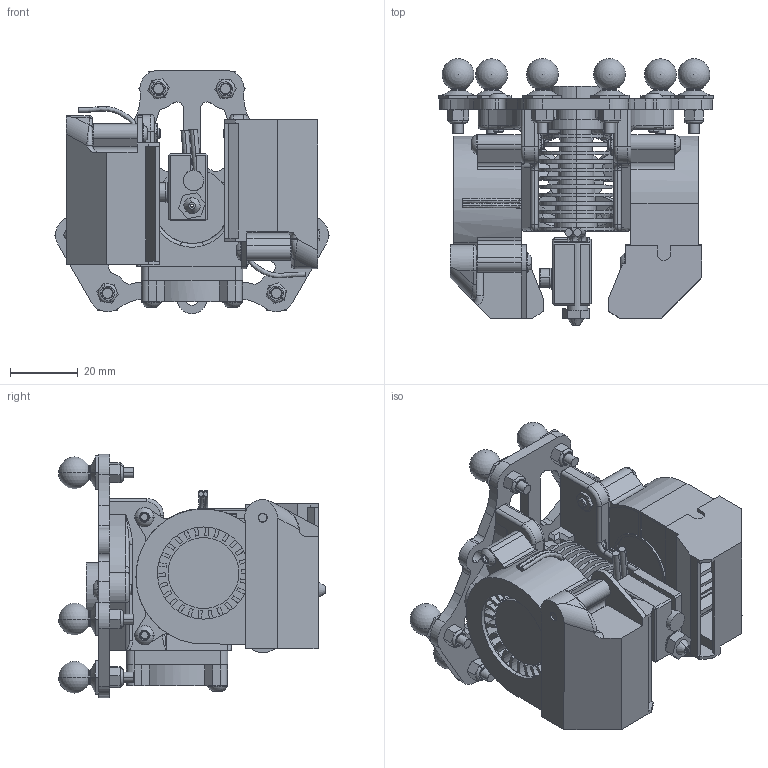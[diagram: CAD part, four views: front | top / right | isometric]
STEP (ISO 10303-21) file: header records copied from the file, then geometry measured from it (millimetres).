
FILE_DESCRIPTION (( 'STEP AP214' ), '1' );
FILE_NAME ('Tria_Delta_Effector_3_E3D-Volcano.STEP', '2016-04-17T15:53:28', ( '' ), ( '' ), 'SwSTEP 2.0', 'SolidWorks 2015', '' );
FILE_SCHEMA (( 'AUTOMOTIVE_DESIGN' ));
Length unit declared in the file: millimetre
Products named in the file (24): Button Head Socket Cap Screw M3_M3 x 16; E3D v6 HotEnd - HeatsinkV2; 3mm_Hex_Nut_B18.2.4.2M - Hex nut, Style 2,  M3 x 0.5 --D-C; Base_Effector_Plate; Nylon Insert Lock Nut M3; Ultibots Ball; Tria_Delta_Effector_3_E3D-Volcano; Button Head Socket Cap Screw M3_M3 x 22; Button Head Socket Cap Screw M3_M3 x 20; Button Head Socket Cap Screw M3_M3 x 10; Hotend Retainer Clip; 4020Blower; 30x30_Fan; D3010_QUILT_1; D3010_SOLID_1; E3D All Metal Hotend V6 assy_Volcano; E3D_Volcano_1.75mm_0.8mm_Nozzle; E3D_Volcano_Heat_Block; Flat Washers(PWF3); HEXAGON SOCKET HEAD CAP SCREWS(SCB3-4); Thermistor; Ceramic Cartridge HeaterV2; cooling_duct_v2-Volcano; E3D v6 HotEnd - Heatbreak
Assembly tree (44 placements, depth 3):
  Tria_Delta_Effector_3_E3D-Volcano
    Base_Effector_Plate
    E3D All Metal Hotend V6 assy_Volcano
      E3D v6 HotEnd - HeatsinkV2
      E3D v6 HotEnd - Heatbreak
      Ceramic Cartridge HeaterV2
      Thermistor
      HEXAGON SOCKET HEAD CAP SCREWS(SCB3-4)
      Flat Washers(PWF3)
      E3D_Volcano_Heat_Block
      E3D_Volcano_1.75mm_0.8mm_Nozzle
    30x30_Fan
      D3010_SOLID_1
      D3010_QUILT_1
    4020Blower  x2
    Hotend Retainer Clip
    Button Head Socket Cap Screw M3_M3 x 10  x2
    Button Head Socket Cap Screw M3_M3 x 20  x4
    Button Head Socket Cap Screw M3_M3 x 22  x2
    Ultibots Ball  x6
    Nylon Insert Lock Nut M3  x6
    3mm_Hex_Nut_B18.2.4.2M - Hex nut, Style 2,  M3 x 0.5 --D-C  x4
    Button Head Socket Cap Screw M3_M3 x 16  x2
    cooling_duct_v2-Volcano  x2
Bounding box: 81.41 x 79.02 x 72.09 mm (x, y, z)
Volume: 82813.4 mm3; surface area: 90367.2 mm2
Topology: 50 solids, 50 shells, 1989 faces, 5198 edges, 3323 vertices
Faces by surface type: plane 812, cylinder 793, cone 230, torus 68, bspline 54, sphere 32
Entity records: 45553 total; most frequent: CARTESIAN_POINT 13331, DIRECTION 6737, ORIENTED_EDGE 6416, EDGE_CURVE 3208, AXIS2_PLACEMENT_3D 2591, VERTEX_POINT 2069, VECTOR 1555, LINE 1555
